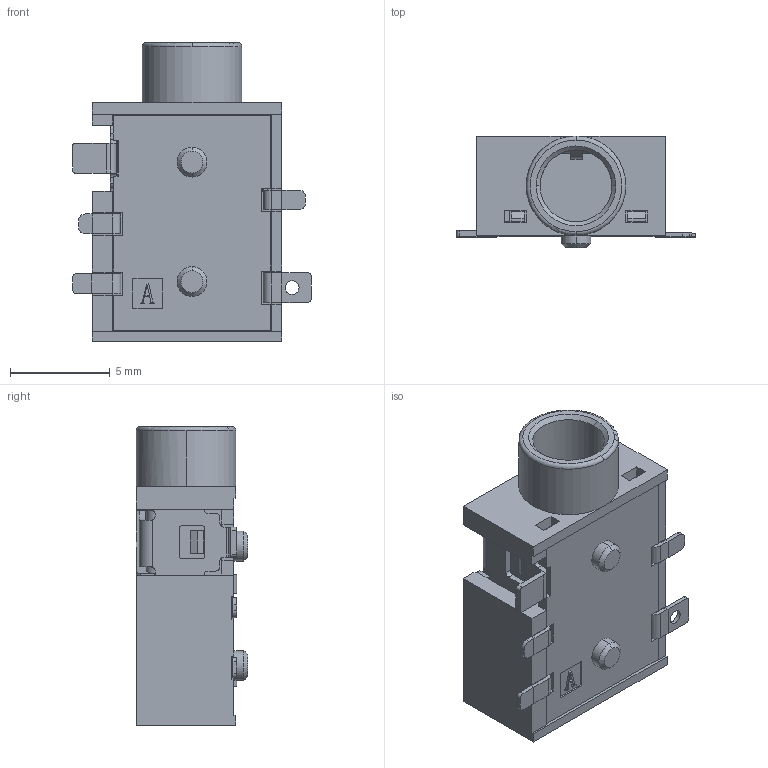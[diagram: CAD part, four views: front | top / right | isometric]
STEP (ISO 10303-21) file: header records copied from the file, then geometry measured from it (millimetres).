
FILE_DESCRIPTION(('FreeCAD Model'),'2;1');
FILE_NAME('Open CASCADE Shape Model','2025-08-17T21:06:59',('Author'),( ''),'Open CASCADE STEP processor 7.8','FreeCAD','Unknown');
FILE_SCHEMA(('AUTOMOTIVE_DESIGN { 1 0 10303 214 1 1 1 1 }'));
Length unit declared in the file: millimetre
Products named in the file (7): Jack_3_5mm_SameSky_SJ1_3515_SMT_Horizontal; Slice004.1; Slice004.0; Slice003.1; Slice002.1; Slice001.1; Slice.1
Assembly tree (6 placements, depth 2):
  Jack_3_5mm_SameSky_SJ1_3515_SMT_Horizontal
    Slice004.1
    Slice004.0
    Slice003.1
    Slice002.1
    Slice001.1
    Slice.1
Bounding box: 12 x 5.6 x 15 mm (x, y, z)
Volume: 483.9 mm3; surface area: 878 mm2
Topology: 6 solids, 8 shells, 487 faces, 1366 edges, 899 vertices
Faces by surface type: plane 383, cylinder 90, cone 7, bspline 5, torus 2
Entity records: 15883 total; most frequent: CARTESIAN_POINT 3035, ORIENTED_EDGE 2732, DIRECTION 2500, EDGE_CURVE 1366, LINE 1140, VECTOR 1140, VERTEX_POINT 899, AXIS2_PLACEMENT_3D 680
